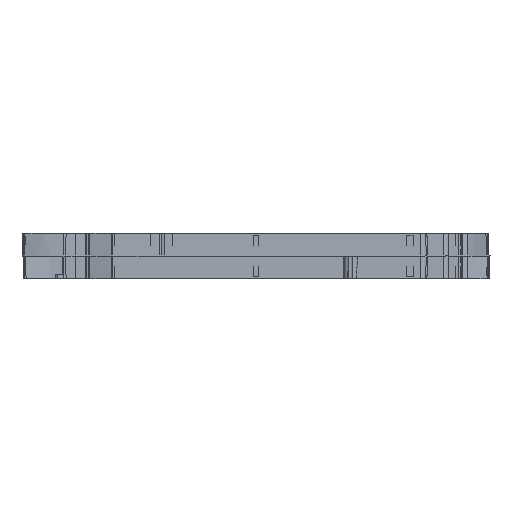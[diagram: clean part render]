
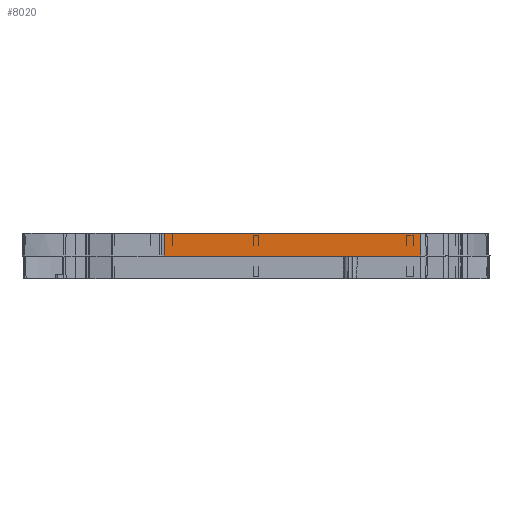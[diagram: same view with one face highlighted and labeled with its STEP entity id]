
A CAD part, left-side view. The second image highlights one B-rep face of the part: STEP entity #8020.
In plain terms, the highlighted planar face has unit normal (-1, 0, 0.009).
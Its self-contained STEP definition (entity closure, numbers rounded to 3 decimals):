
#1597 = CARTESIAN_POINT ( 'NONE',  ( -82.113, -158., 10. ) ) ;
#2022 = EDGE_CURVE ( 'NONE', #61808, #11962, #63582, .T. ) ;
#3273 = DIRECTION ( 'NONE',  ( 0., -1., 0. ) ) ;
#4186 = VECTOR ( 'NONE', #62426, 1000. ) ;
#4712 = LINE ( 'NONE', #42407, #37438 ) ;
#5448 = LINE ( 'NONE', #70772, #44333 ) ;
#5883 = EDGE_CURVE ( 'NONE', #11962, #41135, #5448, .T. ) ;
#7368 = ORIENTED_EDGE ( 'NONE', *, *, #61523, .F. ) ;
#7888 = CARTESIAN_POINT ( 'NONE',  ( -82.191, -44.109, 0.994 ) ) ;
#8020 = ADVANCED_FACE ( 'NONE', ( #62242 ), #33915, .T. ) ;
#8165 = CARTESIAN_POINT ( 'NONE',  ( -82.2, -155.672, -0.02 ) ) ;
#11403 = ORIENTED_EDGE ( 'NONE', *, *, #2022, .T. ) ;
#11962 = VERTEX_POINT ( 'NONE', #54455 ) ;
#15439 = ORIENTED_EDGE ( 'NONE', *, *, #24300, .F. ) ;
#18647 = LINE ( 'NONE', #7888, #4186 ) ;
#20354 = VECTOR ( 'NONE', #67577, 1000. ) ;
#22863 = VERTEX_POINT ( 'NONE', #24719 ) ;
#23388 = CARTESIAN_POINT ( 'NONE',  ( -82.2, -44.1, 0. ) ) ;
#23477 = DIRECTION ( 'NONE',  ( 0., -1., 0. ) ) ;
#23826 = DIRECTION ( 'NONE',  ( -1., 0., 0.009 ) ) ;
#24300 = EDGE_CURVE ( 'NONE', #61808, #47006, #18647, .T. ) ;
#24719 = CARTESIAN_POINT ( 'NONE',  ( -82.113, -155.584, 10. ) ) ;
#29224 = CARTESIAN_POINT ( 'NONE',  ( -82.2, -158., 0. ) ) ;
#30762 = CARTESIAN_POINT ( 'NONE',  ( -82.2, -155.672, 0. ) ) ;
#33915 = PLANE ( 'NONE',  #39669 ) ;
#37438 = VECTOR ( 'NONE', #3273, 1000. ) ;
#39669 = AXIS2_PLACEMENT_3D ( 'NONE', #29224, #23826, #40691 ) ;
#40691 = DIRECTION ( 'NONE',  ( 0.009, 0., 1. ) ) ;
#41104 = EDGE_CURVE ( 'NONE', #41214, #22863, #56986, .T. ) ;
#41135 = VERTEX_POINT ( 'NONE', #45139 ) ;
#41214 = VERTEX_POINT ( 'NONE', #30762 ) ;
#42407 = CARTESIAN_POINT ( 'NONE',  ( -82.2, -158., 0. ) ) ;
#42549 = EDGE_LOOP ( 'NONE', ( #58664, #55260, #7368, #15439, #11403, #65111 ) ) ;
#43859 = DIRECTION ( 'NONE',  ( 0., -1., 0. ) ) ;
#44333 = VECTOR ( 'NONE', #43859, 1000. ) ;
#45139 = CARTESIAN_POINT ( 'NONE',  ( -82.2, -126., 0. ) ) ;
#47006 = VERTEX_POINT ( 'NONE', #70439 ) ;
#51951 = DIRECTION ( 'NONE',  ( 0.009, 0.009, 1. ) ) ;
#54455 = CARTESIAN_POINT ( 'NONE',  ( -82.2, -124., 0. ) ) ;
#55260 = ORIENTED_EDGE ( 'NONE', *, *, #41104, .T. ) ;
#55631 = VECTOR ( 'NONE', #23477, 1000. ) ;
#56986 = LINE ( 'NONE', #8165, #57140 ) ;
#57140 = VECTOR ( 'NONE', #51951, 1000. ) ;
#57504 = CARTESIAN_POINT ( 'NONE',  ( -82.2, -158., 0. ) ) ;
#58664 = ORIENTED_EDGE ( 'NONE', *, *, #63005, .T. ) ;
#61523 = EDGE_CURVE ( 'NONE', #47006, #22863, #67291, .T. ) ;
#61808 = VERTEX_POINT ( 'NONE', #23388 ) ;
#62242 = FACE_OUTER_BOUND ( 'NONE', #42549, .T. ) ;
#62426 = DIRECTION ( 'NONE',  ( 0.009, -0.009, 1. ) ) ;
#63005 = EDGE_CURVE ( 'NONE', #41135, #41214, #4712, .T. ) ;
#63582 = LINE ( 'NONE', #57504, #20354 ) ;
#65111 = ORIENTED_EDGE ( 'NONE', *, *, #5883, .T. ) ;
#67291 = LINE ( 'NONE', #1597, #55631 ) ;
#67577 = DIRECTION ( 'NONE',  ( 0., -1., 0. ) ) ;
#70439 = CARTESIAN_POINT ( 'NONE',  ( -82.113, -44.187, 10. ) ) ;
#70772 = CARTESIAN_POINT ( 'NONE',  ( -82.2, -158., 0. ) ) ;
